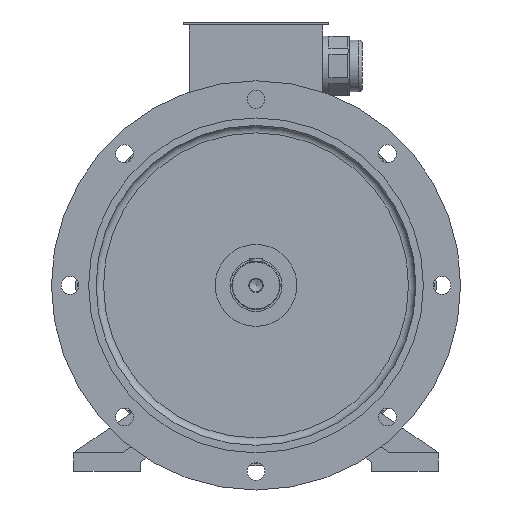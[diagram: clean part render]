
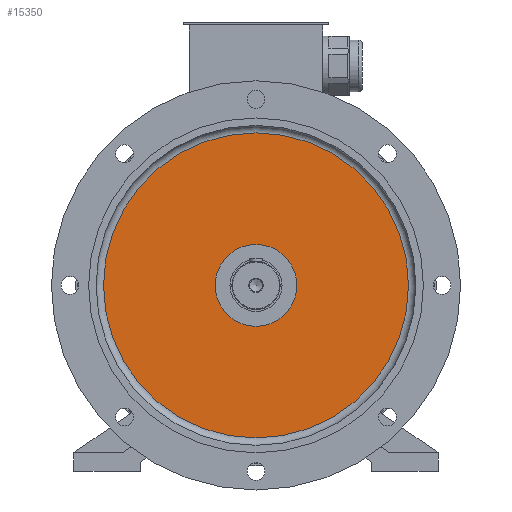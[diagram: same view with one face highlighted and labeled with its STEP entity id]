
A CAD part, front view. The second image highlights one B-rep face of the part: STEP entity #15350.
In plain terms, the highlighted planar face has unit normal (0, -1, 0).
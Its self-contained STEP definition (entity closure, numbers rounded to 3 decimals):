
#2352=PLANE('',#16009);
#2851=ORIENTED_EDGE('',*,*,#6208,.T.);
#2852=ORIENTED_EDGE('',*,*,#6179,.T.);
#6179=EDGE_CURVE('',#7879,#7879,#9024,.T.);
#6208=EDGE_CURVE('',#7905,#7905,#9043,.T.);
#7879=VERTEX_POINT('',#20444);
#7905=VERTEX_POINT('',#20740);
#9024=CIRCLE('',#15968,55.);
#9043=CIRCLE('',#16008,205.);
#9576=EDGE_LOOP('',(#2851));
#9577=EDGE_LOOP('',(#2852));
#10269=FACE_BOUND('',#9576,.T.);
#10270=FACE_BOUND('',#9577,.T.);
#15350=ADVANCED_FACE('',(#10269,#10270),#2352,.T.);
#15968=AXIS2_PLACEMENT_3D('',#20443,#17133,#17134);
#16008=AXIS2_PLACEMENT_3D('',#20739,#17221,#17222);
#16009=AXIS2_PLACEMENT_3D('',#20741,#17223,#17224);
#17133=DIRECTION('',(0.,1.,0.));
#17134=DIRECTION('',(1.,0.,0.));
#17221=DIRECTION('',(0.,-1.,0.));
#17222=DIRECTION('',(0.,0.,-1.));
#17223=DIRECTION('',(0.,-1.,0.));
#17224=DIRECTION('',(0.,0.,-1.));
#20443=CARTESIAN_POINT('',(0.,-60.,0.));
#20444=CARTESIAN_POINT('',(55.,-60.,0.));
#20739=CARTESIAN_POINT('',(0.,-60.,0.));
#20740=CARTESIAN_POINT('',(0.,-60.,-205.));
#20741=CARTESIAN_POINT('',(0.,-60.,0.));
